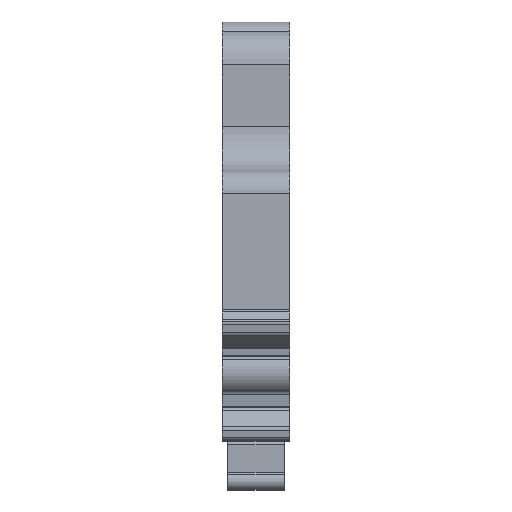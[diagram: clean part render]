
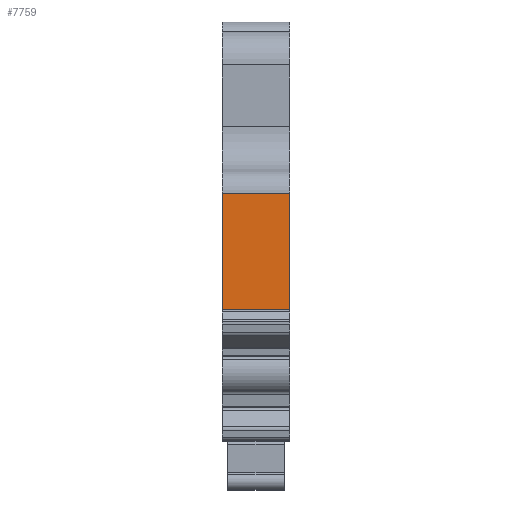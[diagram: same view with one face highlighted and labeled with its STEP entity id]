
A CAD part, top view. The second image highlights one B-rep face of the part: STEP entity #7759.
In plain terms, the highlighted face is planar.
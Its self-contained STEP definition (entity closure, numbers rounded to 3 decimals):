
#56 = EDGE_CURVE ( 'NONE', #5345, #8356, #5210, .T. ) ;
#58 = FACE_OUTER_BOUND ( 'NONE', #6922, .T. ) ;
#312 = EDGE_CURVE ( 'NONE', #8356, #1096, #8513, .T. ) ;
#674 = CARTESIAN_POINT ( 'NONE',  ( 6., 20.273, -18.722 ) ) ;
#769 = CARTESIAN_POINT ( 'NONE',  ( 0., 20.273, -18.722 ) ) ;
#776 = CARTESIAN_POINT ( 'NONE',  ( 6., 20.273, 7.843 ) ) ;
#952 = DIRECTION ( 'NONE',  ( -1., 0., 0. ) ) ;
#1072 = VECTOR ( 'NONE', #5351, 1000. ) ;
#1096 = VERTEX_POINT ( 'NONE', #8716 ) ;
#1142 = EDGE_CURVE ( 'NONE', #8294, #1096, #2967, .T. ) ;
#1357 = DIRECTION ( 'NONE',  ( 1., 0., 0. ) ) ;
#1621 = CARTESIAN_POINT ( 'NONE',  ( 6., 20.273, 18.197 ) ) ;
#1898 = CARTESIAN_POINT ( 'NONE',  ( 6., 20.273, 18.197 ) ) ;
#2349 = ORIENTED_EDGE ( 'NONE', *, *, #56, .F. ) ;
#2690 = VECTOR ( 'NONE', #952, 1000. ) ;
#2741 = AXIS2_PLACEMENT_3D ( 'NONE', #674, #8514, #1357 ) ;
#2967 = LINE ( 'NONE', #769, #4246 ) ;
#3153 = CARTESIAN_POINT ( 'NONE',  ( 6., 20.273, -18.722 ) ) ;
#3229 = ORIENTED_EDGE ( 'NONE', *, *, #1142, .T. ) ;
#3917 = VECTOR ( 'NONE', #7905, 1000. ) ;
#4246 = VECTOR ( 'NONE', #5122, 1000. ) ;
#5096 = CARTESIAN_POINT ( 'NONE',  ( 0., 20.273, 7.843 ) ) ;
#5122 = DIRECTION ( 'NONE',  ( 0., 0., 1. ) ) ;
#5210 = LINE ( 'NONE', #3153, #1072 ) ;
#5255 = EDGE_CURVE ( 'NONE', #5345, #8294, #8674, .T. ) ;
#5345 = VERTEX_POINT ( 'NONE', #776 ) ;
#5351 = DIRECTION ( 'NONE',  ( 0., 0., 1. ) ) ;
#5468 = ORIENTED_EDGE ( 'NONE', *, *, #312, .F. ) ;
#5685 = PLANE ( 'NONE',  #2741 ) ;
#5894 = CARTESIAN_POINT ( 'NONE',  ( 6., 20.273, 7.843 ) ) ;
#6922 = EDGE_LOOP ( 'NONE', ( #3229, #5468, #2349, #8369 ) ) ;
#7759 = ADVANCED_FACE ( 'NONE', ( #58 ), #5685, .F. ) ;
#7905 = DIRECTION ( 'NONE',  ( -1., 0., 0. ) ) ;
#8294 = VERTEX_POINT ( 'NONE', #5096 ) ;
#8356 = VERTEX_POINT ( 'NONE', #1898 ) ;
#8369 = ORIENTED_EDGE ( 'NONE', *, *, #5255, .T. ) ;
#8513 = LINE ( 'NONE', #1621, #3917 ) ;
#8514 = DIRECTION ( 'NONE',  ( 0., -1., 0. ) ) ;
#8674 = LINE ( 'NONE', #5894, #2690 ) ;
#8716 = CARTESIAN_POINT ( 'NONE',  ( 0., 20.273, 18.197 ) ) ;
